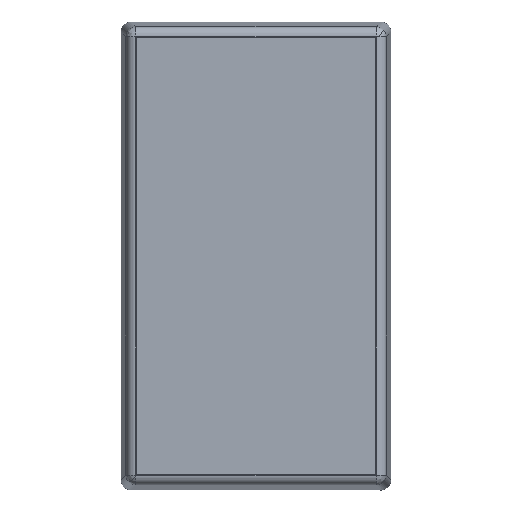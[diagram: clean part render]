
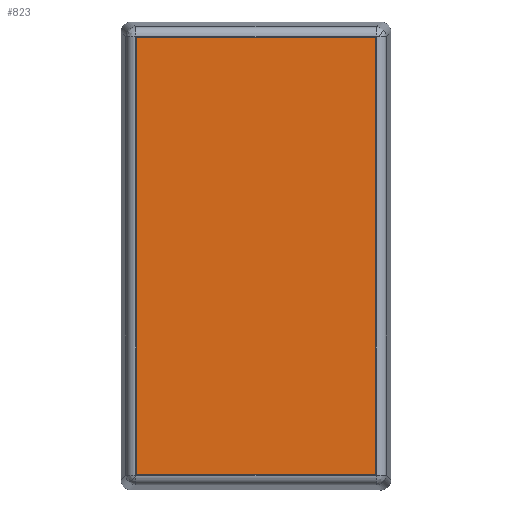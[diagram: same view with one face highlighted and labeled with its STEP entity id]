
A CAD part, top view. The second image highlights one B-rep face of the part: STEP entity #823.
In plain terms, the highlighted planar face has unit normal (0, 0, 1).
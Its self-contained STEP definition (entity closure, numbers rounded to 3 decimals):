
#112 = ORIENTED_EDGE ( 'NONE', *, *, #8392, .T. ) ;
#319 = LINE ( 'NONE', #1603, #2593 ) ;
#823 = ADVANCED_FACE ( 'NONE', ( #5895 ), #8314, .T. ) ;
#1389 = DIRECTION ( 'NONE',  ( 0., 0., 1. ) ) ;
#1467 = CARTESIAN_POINT ( 'NONE',  ( 22841.121, 13943.23, 604.098 ) ) ;
#1521 = VERTEX_POINT ( 'NONE', #2281 ) ;
#1603 = CARTESIAN_POINT ( 'NONE',  ( 22877.721, 13876.48, 604.098 ) ) ;
#1719 = ORIENTED_EDGE ( 'NONE', *, *, #7223, .T. ) ;
#2241 = DIRECTION ( 'NONE',  ( -1., 0., 0. ) ) ;
#2281 = CARTESIAN_POINT ( 'NONE',  ( 22804.521, 13809.73, 604.098 ) ) ;
#2371 = DIRECTION ( 'NONE',  ( 0., 1., 0. ) ) ;
#2503 = LINE ( 'NONE', #1467, #6111 ) ;
#2593 = VECTOR ( 'NONE', #2371, 1000. ) ;
#2909 = DIRECTION ( 'NONE',  ( 0., -1., 0. ) ) ;
#3360 = EDGE_CURVE ( 'NONE', #9921, #9453, #319, .T. ) ;
#3393 = DIRECTION ( 'NONE',  ( 1., 0., 0. ) ) ;
#3514 = AXIS2_PLACEMENT_3D ( 'NONE', #4472, #1389, #6769 ) ;
#4099 = CARTESIAN_POINT ( 'NONE',  ( 22804.521, 13943.23, 604.098 ) ) ;
#4254 = EDGE_LOOP ( 'NONE', ( #1719, #112, #5299, #7805 ) ) ;
#4472 = CARTESIAN_POINT ( 'NONE',  ( 22841.121, 13876.48, 604.098 ) ) ;
#5299 = ORIENTED_EDGE ( 'NONE', *, *, #10010, .T. ) ;
#5813 = VERTEX_POINT ( 'NONE', #4099 ) ;
#5895 = FACE_OUTER_BOUND ( 'NONE', #4254, .T. ) ;
#5961 = VECTOR ( 'NONE', #2909, 1000. ) ;
#6111 = VECTOR ( 'NONE', #2241, 1000. ) ;
#6171 = LINE ( 'NONE', #7222, #8245 ) ;
#6769 = DIRECTION ( 'NONE',  ( 0., -1., 0. ) ) ;
#7104 = CARTESIAN_POINT ( 'NONE',  ( 22877.721, 13809.73, 604.098 ) ) ;
#7222 = CARTESIAN_POINT ( 'NONE',  ( 22841.121, 13809.73, 604.098 ) ) ;
#7223 = EDGE_CURVE ( 'NONE', #9453, #5813, #2503, .T. ) ;
#7805 = ORIENTED_EDGE ( 'NONE', *, *, #3360, .T. ) ;
#8245 = VECTOR ( 'NONE', #3393, 1000. ) ;
#8314 = PLANE ( 'NONE',  #3514 ) ;
#8392 = EDGE_CURVE ( 'NONE', #5813, #1521, #9626, .T. ) ;
#9058 = CARTESIAN_POINT ( 'NONE',  ( 22804.521, 13876.48, 604.098 ) ) ;
#9453 = VERTEX_POINT ( 'NONE', #9527 ) ;
#9527 = CARTESIAN_POINT ( 'NONE',  ( 22877.721, 13943.23, 604.098 ) ) ;
#9626 = LINE ( 'NONE', #9058, #5961 ) ;
#9921 = VERTEX_POINT ( 'NONE', #7104 ) ;
#10010 = EDGE_CURVE ( 'NONE', #1521, #9921, #6171, .T. ) ;
